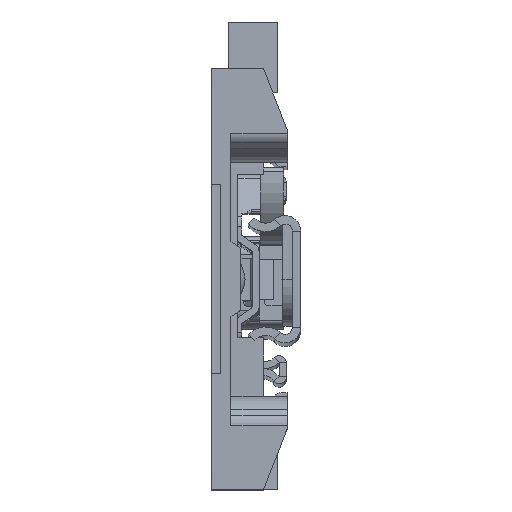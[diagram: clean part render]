
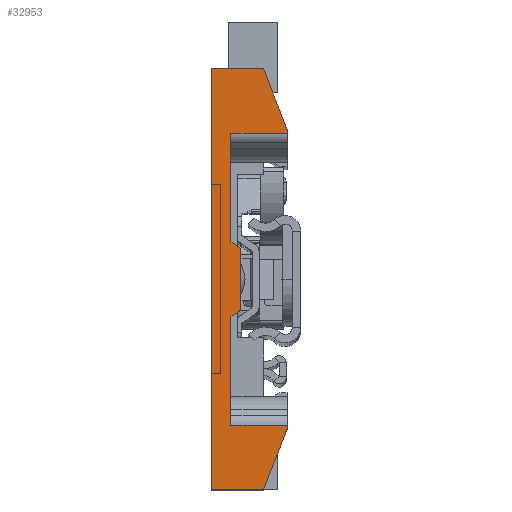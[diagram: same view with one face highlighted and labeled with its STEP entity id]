
A CAD part, top view. The second image highlights one B-rep face of the part: STEP entity #32953.
In plain terms, the highlighted face is planar.
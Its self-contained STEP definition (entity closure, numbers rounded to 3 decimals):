
#187 = EDGE_CURVE ( 'NONE', #1956, #7740, #4434, .T. ) ;
#337 = VERTEX_POINT ( 'NONE', #32316 ) ;
#657 = EDGE_CURVE ( 'NONE', #6796, #13764, #10384, .T. ) ;
#1172 = DIRECTION ( 'NONE',  ( 0., -1., 0. ) ) ;
#1277 = CARTESIAN_POINT ( 'NONE',  ( 56.6, 6.2, -30. ) ) ;
#1662 = ORIENTED_EDGE ( 'NONE', *, *, #9922, .T. ) ;
#1956 = VERTEX_POINT ( 'NONE', #28918 ) ;
#2872 = EDGE_CURVE ( 'NONE', #18470, #34739, #16835, .T. ) ;
#2944 = VERTEX_POINT ( 'NONE', #1277 ) ;
#3296 = VECTOR ( 'NONE', #29372, 1000. ) ;
#3305 = EDGE_CURVE ( 'NONE', #337, #30771, #7348, .T. ) ;
#3307 = LINE ( 'NONE', #13911, #33371 ) ;
#3430 = VECTOR ( 'NONE', #23884, 1000. ) ;
#3641 = VERTEX_POINT ( 'NONE', #32940 ) ;
#3972 = VECTOR ( 'NONE', #21311, 1000. ) ;
#3995 = CARTESIAN_POINT ( 'NONE',  ( 73., 6.2, -30. ) ) ;
#4434 = LINE ( 'NONE', #14853, #18013 ) ;
#4485 = CARTESIAN_POINT ( 'NONE',  ( 5., 11.144, -30. ) ) ;
#4486 = ORIENTED_EDGE ( 'NONE', *, *, #187, .T. ) ;
#4525 = CARTESIAN_POINT ( 'NONE',  ( 81.243, 11.1, -30. ) ) ;
#5210 = DIRECTION ( 'NONE',  ( 0.932, 0.362, 0. ) ) ;
#5242 = FACE_OUTER_BOUND ( 'NONE', #5633, .T. ) ;
#5357 = CARTESIAN_POINT ( 'NONE',  ( 5., 11.1, -30. ) ) ;
#5369 = CARTESIAN_POINT ( 'NONE',  ( 95., 0., -30. ) ) ;
#5633 = EDGE_LOOP ( 'NONE', ( #11350, #9077, #12972, #9396, #20343, #19485, #13845, #4486, #23031, #15914, #1662, #33419, #16315, #18084 ) ) ;
#5751 = EDGE_CURVE ( 'NONE', #30771, #3641, #23404, .T. ) ;
#6397 = VERTEX_POINT ( 'NONE', #34204 ) ;
#6796 = VERTEX_POINT ( 'NONE', #15293 ) ;
#7020 = VECTOR ( 'NONE', #31865, 1000. ) ;
#7249 = VECTOR ( 'NONE', #1172, 1000. ) ;
#7273 = CARTESIAN_POINT ( 'NONE',  ( 0., 16.2, -30. ) ) ;
#7348 = LINE ( 'NONE', #12498, #21388 ) ;
#7383 = CARTESIAN_POINT ( 'NONE',  ( 82., 16.2, -30. ) ) ;
#7646 = CARTESIAN_POINT ( 'NONE',  ( 0., 16.2, -30. ) ) ;
#7740 = VERTEX_POINT ( 'NONE', #21505 ) ;
#8629 = VECTOR ( 'NONE', #21206, 1000. ) ;
#9077 = ORIENTED_EDGE ( 'NONE', *, *, #15644, .T. ) ;
#9396 = ORIENTED_EDGE ( 'NONE', *, *, #2872, .T. ) ;
#9448 = LINE ( 'NONE', #3995, #10091 ) ;
#9922 = EDGE_CURVE ( 'NONE', #2944, #337, #19130, .T. ) ;
#10091 = VECTOR ( 'NONE', #30999, 1000. ) ;
#10384 = LINE ( 'NONE', #7383, #3972 ) ;
#10726 = DIRECTION ( 'NONE',  ( -1., 0., 0. ) ) ;
#10915 = CARTESIAN_POINT ( 'NONE',  ( 95., 11.1, -30. ) ) ;
#11046 = LINE ( 'NONE', #29397, #26112 ) ;
#11350 = ORIENTED_EDGE ( 'NONE', *, *, #657, .T. ) ;
#11430 = CARTESIAN_POINT ( 'NONE',  ( 95., 11.144, -30. ) ) ;
#12498 = CARTESIAN_POINT ( 'NONE',  ( 73., 4.2, -30. ) ) ;
#12725 = DIRECTION ( 'NONE',  ( 1., 0., 0. ) ) ;
#12959 = VERTEX_POINT ( 'NONE', #5369 ) ;
#12972 = ORIENTED_EDGE ( 'NONE', *, *, #23461, .F. ) ;
#13764 = VERTEX_POINT ( 'NONE', #11430 ) ;
#13845 = ORIENTED_EDGE ( 'NONE', *, *, #33157, .T. ) ;
#13911 = CARTESIAN_POINT ( 'NONE',  ( 0., 0., -30. ) ) ;
#14470 = EDGE_CURVE ( 'NONE', #24782, #25472, #15750, .T. ) ;
#14853 = CARTESIAN_POINT ( 'NONE',  ( 73., 4.2, -30. ) ) ;
#15102 = LINE ( 'NONE', #25359, #7249 ) ;
#15293 = CARTESIAN_POINT ( 'NONE',  ( 82., 16.2, -30. ) ) ;
#15374 = CARTESIAN_POINT ( 'NONE',  ( 18.757, 16.2, -30. ) ) ;
#15644 = EDGE_CURVE ( 'NONE', #13764, #12959, #16031, .T. ) ;
#15750 = LINE ( 'NONE', #7273, #8629 ) ;
#15914 = ORIENTED_EDGE ( 'NONE', *, *, #32030, .T. ) ;
#16012 = PLANE ( 'NONE',  #16880 ) ;
#16028 = EDGE_CURVE ( 'NONE', #34739, #24782, #11046, .T. ) ;
#16031 = LINE ( 'NONE', #10915, #24957 ) ;
#16120 = CARTESIAN_POINT ( 'NONE',  ( 42., 4.2, -30. ) ) ;
#16315 = ORIENTED_EDGE ( 'NONE', *, *, #5751, .T. ) ;
#16708 = CARTESIAN_POINT ( 'NONE',  ( 5., 0., -30. ) ) ;
#16835 = LINE ( 'NONE', #5357, #29216 ) ;
#16880 = AXIS2_PLACEMENT_3D ( 'NONE', #32254, #34888, #10726 ) ;
#16904 = DIRECTION ( 'NONE',  ( 1., 0., 0. ) ) ;
#18013 = VECTOR ( 'NONE', #12725, 1000. ) ;
#18084 = ORIENTED_EDGE ( 'NONE', *, *, #32170, .T. ) ;
#18470 = VERTEX_POINT ( 'NONE', #16708 ) ;
#19130 = LINE ( 'NONE', #22783, #23534 ) ;
#19485 = ORIENTED_EDGE ( 'NONE', *, *, #14470, .T. ) ;
#19520 = CARTESIAN_POINT ( 'NONE',  ( 81.243, 4.2, -30. ) ) ;
#20252 = DIRECTION ( 'NONE',  ( 1., 0., 0. ) ) ;
#20343 = ORIENTED_EDGE ( 'NONE', *, *, #16028, .T. ) ;
#20368 = LINE ( 'NONE', #16120, #3430 ) ;
#21206 = DIRECTION ( 'NONE',  ( 1., 0., 0. ) ) ;
#21311 = DIRECTION ( 'NONE',  ( 0.932, -0.362, 0. ) ) ;
#21388 = VECTOR ( 'NONE', #20252, 1000. ) ;
#21505 = CARTESIAN_POINT ( 'NONE',  ( 42., 4.2, -30. ) ) ;
#22783 = CARTESIAN_POINT ( 'NONE',  ( 56.6, 6.2, -30. ) ) ;
#23031 = ORIENTED_EDGE ( 'NONE', *, *, #34752, .T. ) ;
#23404 = LINE ( 'NONE', #4525, #7020 ) ;
#23461 = EDGE_CURVE ( 'NONE', #18470, #12959, #3307, .T. ) ;
#23534 = VECTOR ( 'NONE', #27258, 1000. ) ;
#23884 = DIRECTION ( 'NONE',  ( 0.574, 0.819, 0. ) ) ;
#24782 = VERTEX_POINT ( 'NONE', #31517 ) ;
#24957 = VECTOR ( 'NONE', #30842, 1000. ) ;
#25359 = CARTESIAN_POINT ( 'NONE',  ( 18.757, 11.1, -30. ) ) ;
#25472 = VERTEX_POINT ( 'NONE', #15374 ) ;
#26112 = VECTOR ( 'NONE', #5210, 1000. ) ;
#26894 = DIRECTION ( 'NONE',  ( 0., 1., 0. ) ) ;
#27258 = DIRECTION ( 'NONE',  ( 0.574, -0.819, 0. ) ) ;
#28918 = CARTESIAN_POINT ( 'NONE',  ( 18.757, 4.2, -30. ) ) ;
#29216 = VECTOR ( 'NONE', #26894, 1000. ) ;
#29372 = DIRECTION ( 'NONE',  ( 1., 0., 0. ) ) ;
#29397 = CARTESIAN_POINT ( 'NONE',  ( 5., 11.144, -30. ) ) ;
#30771 = VERTEX_POINT ( 'NONE', #19520 ) ;
#30842 = DIRECTION ( 'NONE',  ( 0., -1., 0. ) ) ;
#30999 = DIRECTION ( 'NONE',  ( 1., 0., 0. ) ) ;
#31517 = CARTESIAN_POINT ( 'NONE',  ( 18., 16.2, -30. ) ) ;
#31865 = DIRECTION ( 'NONE',  ( 0., 1., 0. ) ) ;
#32030 = EDGE_CURVE ( 'NONE', #6397, #2944, #9448, .T. ) ;
#32170 = EDGE_CURVE ( 'NONE', #3641, #6796, #34136, .T. ) ;
#32254 = CARTESIAN_POINT ( 'NONE',  ( 73., 11.1, -30. ) ) ;
#32316 = CARTESIAN_POINT ( 'NONE',  ( 58., 4.2, -30. ) ) ;
#32940 = CARTESIAN_POINT ( 'NONE',  ( 81.243, 16.2, -30. ) ) ;
#32953 = ADVANCED_FACE ( 'NONE', ( #5242 ), #16012, .T. ) ;
#33157 = EDGE_CURVE ( 'NONE', #25472, #1956, #15102, .T. ) ;
#33371 = VECTOR ( 'NONE', #16904, 1000. ) ;
#33419 = ORIENTED_EDGE ( 'NONE', *, *, #3305, .T. ) ;
#34136 = LINE ( 'NONE', #7646, #3296 ) ;
#34204 = CARTESIAN_POINT ( 'NONE',  ( 43.4, 6.2, -30. ) ) ;
#34739 = VERTEX_POINT ( 'NONE', #4485 ) ;
#34752 = EDGE_CURVE ( 'NONE', #7740, #6397, #20368, .T. ) ;
#34888 = DIRECTION ( 'NONE',  ( 0., 0., -1. ) ) ;
